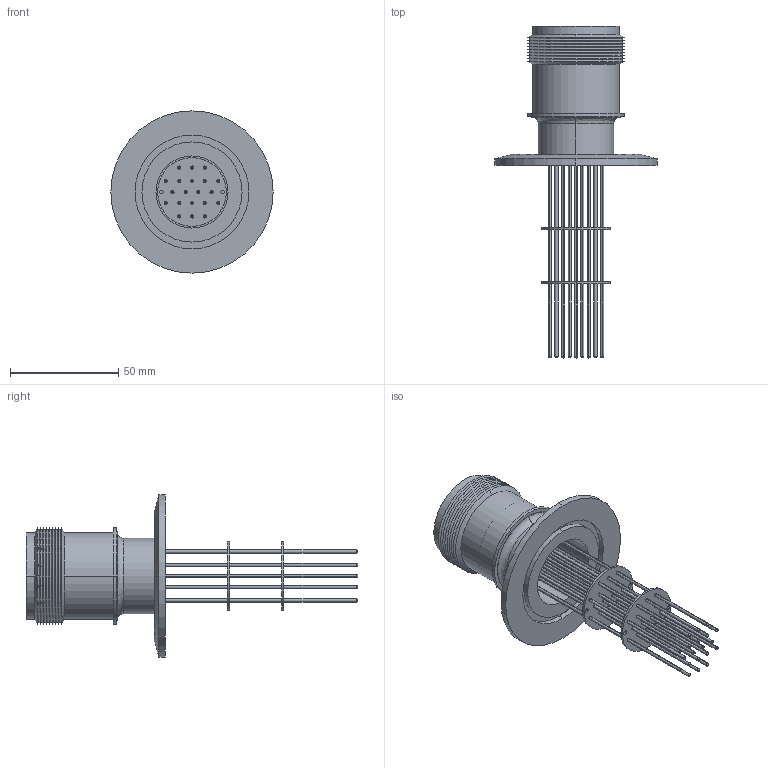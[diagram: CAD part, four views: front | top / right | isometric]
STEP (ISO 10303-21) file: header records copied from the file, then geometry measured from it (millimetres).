
FILE_DESCRIPTION (( 'STEP AP203' ), '1' );
FILE_NAME ('A0210-4-QF.STEP', '2012-11-02T19:57:23', ( '' ), ( '' ), 'SwSTEP 2.0', 'SolidWorks 2012', '' );
FILE_SCHEMA (( 'CONFIG_CONTROL_DESIGN' ));
Length unit declared in the file: inch
Products named in the file (1): A0210-4-QF
Bounding box: 74.93 x 153.29 x 74.93 mm (x, y, z)
Volume: 34788.7 mm3; surface area: 47536.5 mm2
Topology: 1 solids, 1 shells, 564 faces, 1311 edges, 860 vertices
Faces by surface type: cylinder 315, plane 127, bspline 84, cone 38
Entity records: 17650 total; most frequent: CARTESIAN_POINT 4251, DIRECTION 3026, ORIENTED_EDGE 2622, AXIS2_PLACEMENT_3D 1319, EDGE_CURVE 1311, VERTEX_POINT 860, CIRCLE 838, EDGE_LOOP 759
